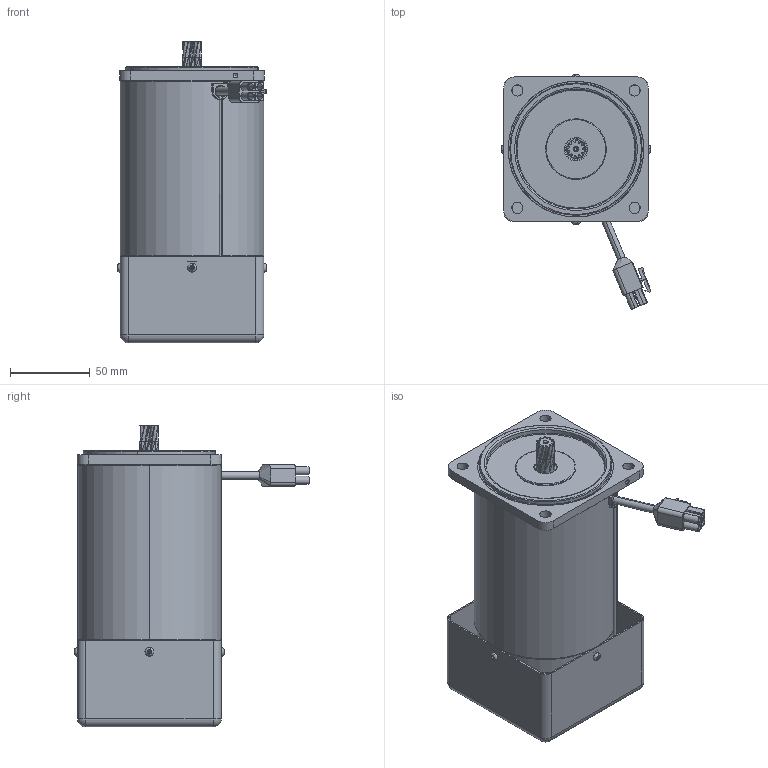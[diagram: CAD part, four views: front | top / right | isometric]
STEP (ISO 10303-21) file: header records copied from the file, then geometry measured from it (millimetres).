
FILE_DESCRIPTION (( 'STEP AP203' ), '1' );
FILE_NAME ('(夹非珇)M590-60〖(5C4A5〖2A00Z0).STEP', '2019-10-25T07:16:22', ( 'admin' ), ( '' ), 'SwSTEP 2.0', 'SolidWorks 2010', '' );
FILE_SCHEMA (( 'CONFIG_CONTROL_DESIGN' ));
Length unit declared in the file: millimetre
Products named in the file (11): M590-R-F; 丸頭十字螺絲M3x6_B18.6.7M - M3 x 0.5 x 8 Type I Cross Recessed PHMS --8C; 線和頭_90W; (夹非珇)M590-60〖(5C4A5〖2A00Z0); 上蓋 C583-32; 90GX_1成品; 獨立風扇220V 3K22200000; 線扣; 發電機; 線_90W; 公端子
Assembly tree (15 placements, depth 3):
  (夹非珇)M590-60〖(5C4A5〖2A00Z0)
    丸頭十字螺絲M3x6_B18.6.7M - M3 x 0.5 x 8 Type I Cross Recessed PHMS --8C  x6
    M590-R-F
    90GX_1成品
    上蓋 C583-32
    線扣
    線和頭_90W
      線_90W
      公端子
    發電機
    獨立風扇220V 3K22200000
Bounding box: 93.92 x 147.42 x 189 mm (x, y, z)
Volume: 1073563.1 mm3; surface area: 148536.7 mm2
Topology: 14 solids, 15 shells, 742 faces, 1870 edges, 1186 vertices
Faces by surface type: plane 273, cylinder 269, bspline 76, torus 69, cone 31, sphere 24
Entity records: 25547 total; most frequent: CARTESIAN_POINT 10142, ORIENTED_EDGE 2964, DIRECTION 2913, EDGE_CURVE 1482, AXIS2_PLACEMENT_3D 1151, VERTEX_POINT 946, EDGE_LOOP 684, CIRCLE 611
